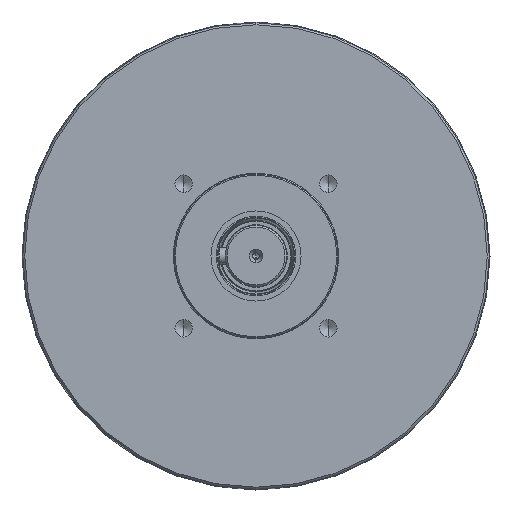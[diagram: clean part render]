
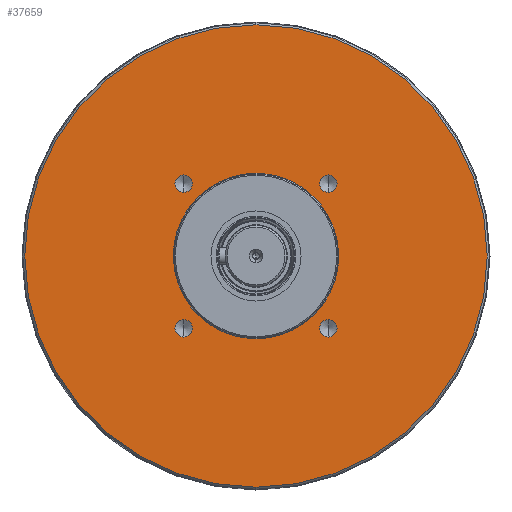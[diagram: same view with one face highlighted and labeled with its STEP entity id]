
A CAD part, left-side view. The second image highlights one B-rep face of the part: STEP entity #37659.
In plain terms, the highlighted planar face has unit normal (-1, 0, 0).
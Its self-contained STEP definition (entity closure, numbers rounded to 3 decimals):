
#70 = EDGE_CURVE ( 'NONE', #2822, #17411, #2924, .T. ) ;
#110 = CARTESIAN_POINT ( 'NONE',  ( 0., 80.8, -40.4 ) ) ;
#740 = EDGE_LOOP ( 'NONE', ( #13557, #25316 ) ) ;
#792 = CARTESIAN_POINT ( 'NONE',  ( 0., 0., 0. ) ) ;
#1249 =( BOUNDED_CURVE ( )  B_SPLINE_CURVE ( 3, ( #19339, #22172, #3951, #15691 ),
 .UNSPECIFIED., .F., .F. ) 
 B_SPLINE_CURVE_WITH_KNOTS ( ( 4, 4 ),
 ( 0., 1. ),
 .UNSPECIFIED. ) 
 CURVE ( )  GEOMETRIC_REPRESENTATION_ITEM ( )  RATIONAL_B_SPLINE_CURVE ( ( 1., 0.333, 0.333, 1. ) ) 
 REPRESENTATION_ITEM ( '' )  );
#1637 = AXIS2_PLACEMENT_3D ( 'NONE', #792, #15765, #37239 ) ;
#1866 = DIRECTION ( 'NONE',  ( 0., 0., 1. ) ) ;
#2598 = CARTESIAN_POINT ( 'NONE',  ( 0., 0., -113. ) ) ;
#2822 = VERTEX_POINT ( 'NONE', #39477 ) ;
#2924 = CIRCLE ( 'NONE', #39795, 4.25 ) ;
#2996 = DIRECTION ( 'NONE',  ( 0., 0., -1. ) ) ;
#3299 = EDGE_LOOP ( 'NONE', ( #30966, #39803 ) ) ;
#3951 = CARTESIAN_POINT ( 'NONE',  ( 0., -80.8, 40.4 ) ) ;
#4455 = DIRECTION ( 'NONE',  ( 0., 0., 1. ) ) ;
#4747 = EDGE_CURVE ( 'NONE', #35641, #23798, #37969, .T. ) ;
#5533 = EDGE_CURVE ( 'NONE', #24741, #15731, #25487, .T. ) ;
#5833 = CARTESIAN_POINT ( 'NONE',  ( 0., 113., 0. ) ) ;
#5879 = ORIENTED_EDGE ( 'NONE', *, *, #5533, .F. ) ;
#5894 = DIRECTION ( 'NONE',  ( -1., 0., 0. ) ) ;
#6419 = FACE_BOUND ( 'NONE', #29775, .T. ) ;
#6583 = CARTESIAN_POINT ( 'NONE',  ( 0., -35.355, 35.355 ) ) ;
#7097 = DIRECTION ( 'NONE',  ( -1., 0., 0. ) ) ;
#7552 = DIRECTION ( 'NONE',  ( -1., 0., 0. ) ) ;
#8037 = EDGE_CURVE ( 'NONE', #37597, #18431, #14156, .T. ) ;
#9067 = CARTESIAN_POINT ( 'NONE',  ( 0., -35.355, 39.605 ) ) ;
#9695 = AXIS2_PLACEMENT_3D ( 'NONE', #5833, #18175, #2996 ) ;
#9706 = EDGE_LOOP ( 'NONE', ( #34597, #35994 ) ) ;
#9715 = AXIS2_PLACEMENT_3D ( 'NONE', #11104, #28747, #4455 ) ;
#10091 = DIRECTION ( 'NONE',  ( -1., 0., 0. ) ) ;
#10119 = VERTEX_POINT ( 'NONE', #36601 ) ;
#11104 = CARTESIAN_POINT ( 'NONE',  ( 0., -35.355, 35.355 ) ) ;
#11939 = EDGE_LOOP ( 'NONE', ( #23575, #12746 ) ) ;
#12197 = CARTESIAN_POINT ( 'NONE',  ( 0., 0., 40.4 ) ) ;
#12571 = CIRCLE ( 'NONE', #30044, 4.25 ) ;
#12746 = ORIENTED_EDGE ( 'NONE', *, *, #28941, .F. ) ;
#13557 = ORIENTED_EDGE ( 'NONE', *, *, #38582, .F. ) ;
#14156 = CIRCLE ( 'NONE', #37456, 113. ) ;
#14444 = CIRCLE ( 'NONE', #19631, 4.25 ) ;
#15691 = CARTESIAN_POINT ( 'NONE',  ( 0., 0., 40.4 ) ) ;
#15731 = VERTEX_POINT ( 'NONE', #31217 ) ;
#15765 = DIRECTION ( 'NONE',  ( 1., 0., 0. ) ) ;
#15895 = DIRECTION ( 'NONE',  ( -1., 0., 0. ) ) ;
#15988 = CARTESIAN_POINT ( 'NONE',  ( 0., -35.355, 31.105 ) ) ;
#16159 = CARTESIAN_POINT ( 'NONE',  ( 0., 35.355, -35.355 ) ) ;
#16709 = DIRECTION ( 'NONE',  ( 0., 0., -1. ) ) ;
#17253 = AXIS2_PLACEMENT_3D ( 'NONE', #6583, #15895, #28248 ) ;
#17411 = VERTEX_POINT ( 'NONE', #30272 ) ;
#17715 = AXIS2_PLACEMENT_3D ( 'NONE', #16159, #22038, #31351 ) ;
#18022 = DIRECTION ( 'NONE',  ( -1., 0., 0. ) ) ;
#18147 = CARTESIAN_POINT ( 'NONE',  ( 0., 0., 40.4 ) ) ;
#18175 = DIRECTION ( 'NONE',  ( 1., 0., 0. ) ) ;
#18431 = VERTEX_POINT ( 'NONE', #19573 ) ;
#18543 = CARTESIAN_POINT ( 'NONE',  ( 0., 80.8, 40.4 ) ) ;
#19062 = EDGE_CURVE ( 'NONE', #24045, #19796, #12571, .T. ) ;
#19079 = CIRCLE ( 'NONE', #1637, 113. ) ;
#19339 = CARTESIAN_POINT ( 'NONE',  ( 0., 0., -40.4 ) ) ;
#19573 = CARTESIAN_POINT ( 'NONE',  ( 0., 0., 113. ) ) ;
#19585 = VERTEX_POINT ( 'NONE', #34267 ) ;
#19631 = AXIS2_PLACEMENT_3D ( 'NONE', #32439, #7552, #1866 ) ;
#19796 = VERTEX_POINT ( 'NONE', #33432 ) ;
#22038 = DIRECTION ( 'NONE',  ( -1., 0., 0. ) ) ;
#22172 = CARTESIAN_POINT ( 'NONE',  ( 0., -80.8, -40.4 ) ) ;
#22190 = ORIENTED_EDGE ( 'NONE', *, *, #70, .F. ) ;
#22606 = CARTESIAN_POINT ( 'NONE',  ( 0., 0., 0. ) ) ;
#22624 = CARTESIAN_POINT ( 'NONE',  ( 0., 35.355, 31.105 ) ) ;
#23575 = ORIENTED_EDGE ( 'NONE', *, *, #8037, .F. ) ;
#23798 = VERTEX_POINT ( 'NONE', #9067 ) ;
#24045 = VERTEX_POINT ( 'NONE', #22624 ) ;
#24741 = VERTEX_POINT ( 'NONE', #12197 ) ;
#24856 = PLANE ( 'NONE',  #9695 ) ;
#25316 = ORIENTED_EDGE ( 'NONE', *, *, #4747, .F. ) ;
#25487 =( BOUNDED_CURVE ( )  B_SPLINE_CURVE ( 3, ( #18147, #18543, #110, #33926 ),
 .UNSPECIFIED., .F., .F. ) 
 B_SPLINE_CURVE_WITH_KNOTS ( ( 4, 4 ),
 ( 0., 1. ),
 .UNSPECIFIED. ) 
 CURVE ( )  GEOMETRIC_REPRESENTATION_ITEM ( )  RATIONAL_B_SPLINE_CURVE ( ( 1., 0.333, 0.333, 1. ) ) 
 REPRESENTATION_ITEM ( '' )  );
#26122 = DIRECTION ( 'NONE',  ( 0., 0., 1. ) ) ;
#27094 = CIRCLE ( 'NONE', #35510, 4.25 ) ;
#27492 = FACE_BOUND ( 'NONE', #39687, .T. ) ;
#27683 = FACE_BOUND ( 'NONE', #740, .T. ) ;
#28098 = DIRECTION ( 'NONE',  ( 0., 0., 1. ) ) ;
#28248 = DIRECTION ( 'NONE',  ( 0., 0., 1. ) ) ;
#28747 = DIRECTION ( 'NONE',  ( -1., 0., 0. ) ) ;
#28941 = EDGE_CURVE ( 'NONE', #18431, #37597, #19079, .T. ) ;
#29775 = EDGE_LOOP ( 'NONE', ( #33421, #5879 ) ) ;
#30002 = CIRCLE ( 'NONE', #17715, 4.25 ) ;
#30044 = AXIS2_PLACEMENT_3D ( 'NONE', #36459, #18022, #30377 ) ;
#30272 = CARTESIAN_POINT ( 'NONE',  ( 0., -35.355, -39.605 ) ) ;
#30330 = FACE_BOUND ( 'NONE', #3299, .T. ) ;
#30377 = DIRECTION ( 'NONE',  ( 0., 0., 1. ) ) ;
#30413 = CIRCLE ( 'NONE', #9715, 4.25 ) ;
#30440 = AXIS2_PLACEMENT_3D ( 'NONE', #31133, #10091, #28098 ) ;
#30728 = FACE_OUTER_BOUND ( 'NONE', #11939, .T. ) ;
#30966 = ORIENTED_EDGE ( 'NONE', *, *, #34033, .F. ) ;
#31133 = CARTESIAN_POINT ( 'NONE',  ( 0., 35.355, -35.355 ) ) ;
#31217 = CARTESIAN_POINT ( 'NONE',  ( 0., 0., -40.4 ) ) ;
#31351 = DIRECTION ( 'NONE',  ( 0., 0., 1. ) ) ;
#31809 = EDGE_CURVE ( 'NONE', #15731, #24741, #1249, .T. ) ;
#32232 = EDGE_CURVE ( 'NONE', #17411, #2822, #14444, .T. ) ;
#32439 = CARTESIAN_POINT ( 'NONE',  ( 0., -35.355, -35.355 ) ) ;
#33421 = ORIENTED_EDGE ( 'NONE', *, *, #31809, .F. ) ;
#33432 = CARTESIAN_POINT ( 'NONE',  ( 0., 35.355, 39.605 ) ) ;
#33670 = CIRCLE ( 'NONE', #30440, 4.25 ) ;
#33926 = CARTESIAN_POINT ( 'NONE',  ( 0., 0., -40.4 ) ) ;
#34033 = EDGE_CURVE ( 'NONE', #19585, #10119, #30002, .T. ) ;
#34267 = CARTESIAN_POINT ( 'NONE',  ( 0., 35.355, -31.105 ) ) ;
#34597 = ORIENTED_EDGE ( 'NONE', *, *, #36390, .F. ) ;
#35510 = AXIS2_PLACEMENT_3D ( 'NONE', #38674, #7097, #26122 ) ;
#35641 = VERTEX_POINT ( 'NONE', #15988 ) ;
#35994 = ORIENTED_EDGE ( 'NONE', *, *, #19062, .F. ) ;
#36040 = ORIENTED_EDGE ( 'NONE', *, *, #32232, .F. ) ;
#36390 = EDGE_CURVE ( 'NONE', #19796, #24045, #27094, .T. ) ;
#36459 = CARTESIAN_POINT ( 'NONE',  ( 0., 35.355, 35.355 ) ) ;
#36601 = CARTESIAN_POINT ( 'NONE',  ( 0., 35.355, -39.605 ) ) ;
#36614 = FACE_BOUND ( 'NONE', #9706, .T. ) ;
#36678 = CARTESIAN_POINT ( 'NONE',  ( 0., -35.355, -35.355 ) ) ;
#37239 = DIRECTION ( 'NONE',  ( 0., 0., -1. ) ) ;
#37456 = AXIS2_PLACEMENT_3D ( 'NONE', #22606, #38207, #16709 ) ;
#37597 = VERTEX_POINT ( 'NONE', #2598 ) ;
#37659 = ADVANCED_FACE ( 'NONE', ( #30728, #6419, #27492, #27683, #36614, #30330 ), #24856, .F. ) ;
#37969 = CIRCLE ( 'NONE', #17253, 4.25 ) ;
#38207 = DIRECTION ( 'NONE',  ( 1., 0., 0. ) ) ;
#38582 = EDGE_CURVE ( 'NONE', #23798, #35641, #30413, .T. ) ;
#38674 = CARTESIAN_POINT ( 'NONE',  ( 0., 35.355, 35.355 ) ) ;
#39350 = EDGE_CURVE ( 'NONE', #10119, #19585, #33670, .T. ) ;
#39477 = CARTESIAN_POINT ( 'NONE',  ( 0., -35.355, -31.105 ) ) ;
#39687 = EDGE_LOOP ( 'NONE', ( #22190, #36040 ) ) ;
#39726 = DIRECTION ( 'NONE',  ( 0., 0., 1. ) ) ;
#39795 = AXIS2_PLACEMENT_3D ( 'NONE', #36678, #5894, #39726 ) ;
#39803 = ORIENTED_EDGE ( 'NONE', *, *, #39350, .F. ) ;
